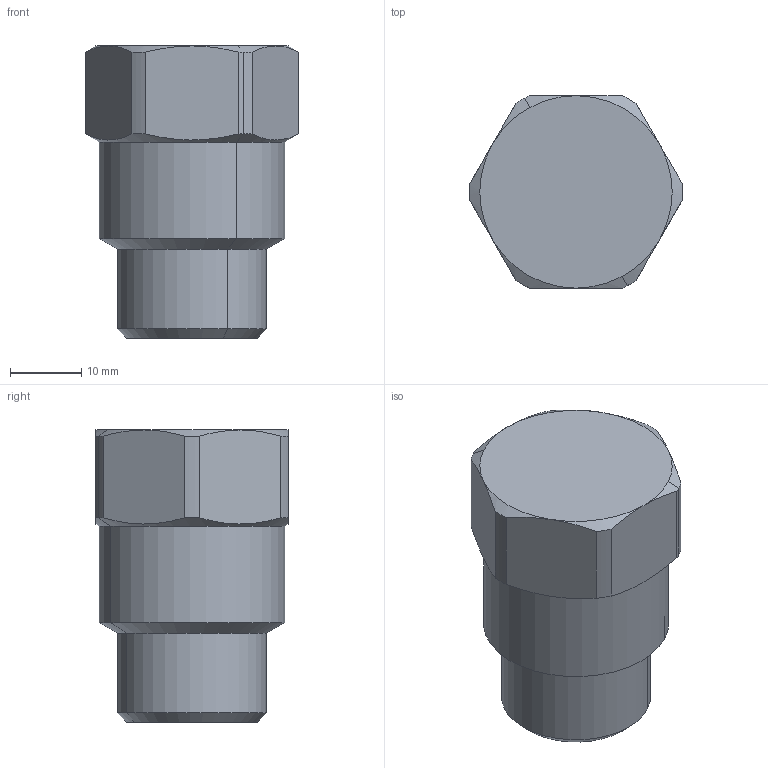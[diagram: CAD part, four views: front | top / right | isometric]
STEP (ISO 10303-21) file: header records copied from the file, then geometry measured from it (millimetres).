
FILE_DESCRIPTION(('CATIA V5 STEP Exchange'),'2;1');
FILE_NAME('STEP_534202_-_TST.stp','2018-10-08T09:07:07+00:00',('none'),('none'),'CATIA Version 5-6 Release 2016 SP4','CATIA V5 STEP AP203','none');
FILE_SCHEMA(('CONFIG_CONTROL_DESIGN'));
Length unit declared in the file: millimetre
Products named in the file (1): 534102
Bounding box: 29.99 x 27 x 41 mm (x, y, z)
Volume: 20470.8 mm3; surface area: 4321.4 mm2
Topology: 1 solids, 1 shells, 34 faces, 78 edges, 46 vertices
Faces by surface type: cone 14, cylinder 12, plane 8
Entity records: 994 total; most frequent: CARTESIAN_POINT 302, ORIENTED_EDGE 156, DIRECTION 92, EDGE_CURVE 78, AXIS2_PLACEMENT_3D 51, VERTEX_POINT 46, ADVANCED_FACE 34, CIRCLE 34
